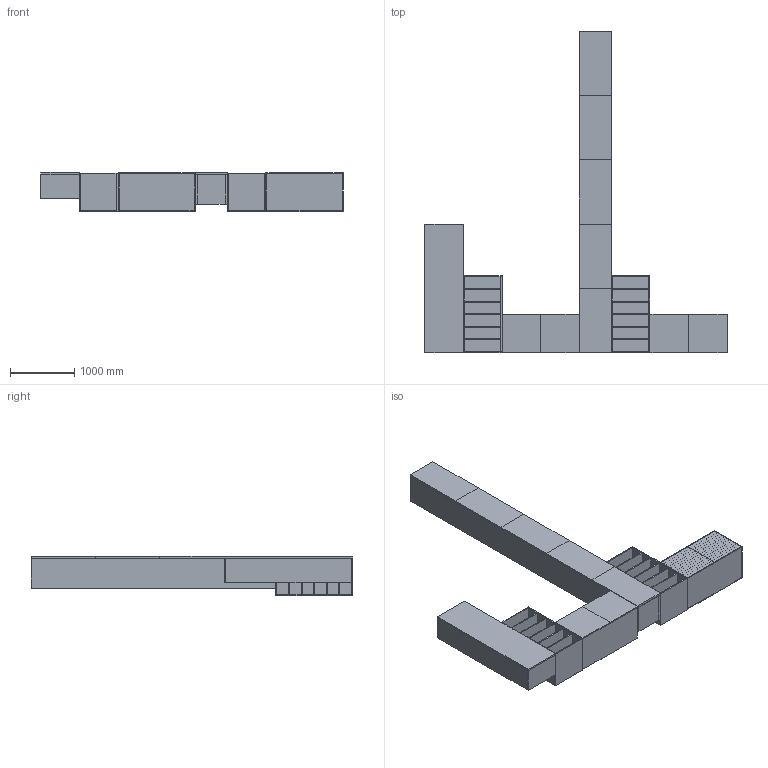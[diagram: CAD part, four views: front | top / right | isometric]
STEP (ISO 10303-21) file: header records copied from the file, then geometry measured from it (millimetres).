
FILE_DESCRIPTION(('Open CASCADE Model'),'2;1');
FILE_NAME('Open CASCADE Shape Model','2024-08-05T23:58:24',('Author'),( 'Open CASCADE'),'Open CASCADE STEP processor 7.7','Open CASCADE 7.7' ,'Unknown');
FILE_SCHEMA(('AUTOMOTIVE_DESIGN { 1 0 10303 214 1 1 1 1 }'));
Length unit declared in the file: millimetre
Products named in the file (148): Cabinet order - Working (3); Corpus 1; Top; Top_part; Bottom; Bottom_part; Left_side; Left_side_part; Right_side; Right_side_part; Back; Back_part; Front 1; Front 1_part; Corpus 2; Shelf 1; Shelf 1_part; Shelf 2; Shelf 2_part; Shelf 3; Shelf 3_part; Shelf 4; Shelf 4_part; Shelf 5; Shelf 5_part; Corpus 3; Front 2; Front 2_part; Shelf 6; Shelf 6_part; Shelf 7; Shelf 7_part; Shelf 8; Shelf 8_part; Shelf 9; Shelf 9_part; Shelf 10; Shelf 10_part; Corpus 4; Front 3 ...
Assembly tree (147 placements, depth 5):
  Cabinet order - Working (3)
    Cabinet order - Working (3)
      Corpus 1
        Top
          Top_part
        Bottom
          Bottom_part
        Left_side
          Left_side_part
        Right_side
          Right_side_part
        Back
          Back_part
        Front 1
          Front 1_part
      Corpus 2
        Top
          Top_part
        Bottom
          Bottom_part
        Left_side
          Left_side_part
        Right_side
          Right_side_part
        Back
          Back_part
        Shelf 1
          Shelf 1_part
        Shelf 2
          Shelf 2_part
        Shelf 3
          Shelf 3_part
        Shelf 4
          Shelf 4_part
        Shelf 5
          Shelf 5_part
      Corpus 3
        Top
          Top_part
        Bottom
          Bottom_part
        Left_side
          Left_side_part
        Right_side
          Right_side_part
        Back
          Back_part
        Front 1
          Front 1_part
        Front 2
          Front 2_part
        Shelf 1
          Shelf 1_part
        Shelf 2
          Shelf 2_part
        Shelf 3
          Shelf 3_part
        Shelf 4
          Shelf 4_part
        Shelf 5
Bounding box: 4700 x 5000 x 617.5 mm (x, y, z)
Volume: 885384832 mm3; surface area: 90929344 mm2
Topology: 70 solids, 70 shells, 420 faces, 840 edges, 560 vertices
Faces by surface type: plane 420
Entity records: 24647 total; most frequent: DIRECTION 3656, CARTESIAN_POINT 3648, LINE 2520, VECTOR 2520, ORIENTED_EDGE 1680, PCURVE 1680, DEFINITIONAL_REPRESENTATION 1680, EDGE_CURVE 840
